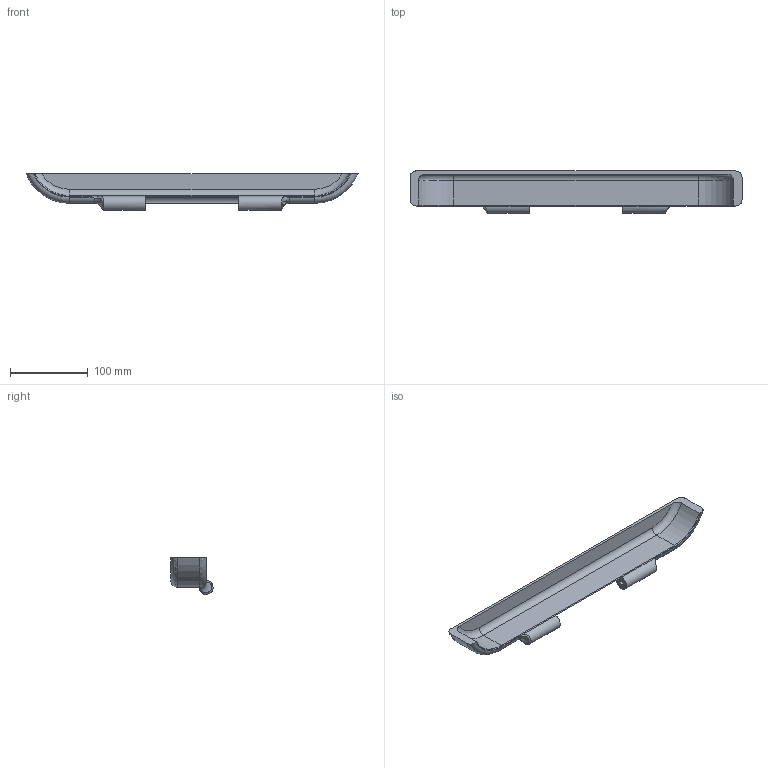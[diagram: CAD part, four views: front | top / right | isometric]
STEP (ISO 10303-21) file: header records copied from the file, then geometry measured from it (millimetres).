
FILE_DESCRIPTION (( 'STEP AP214' ), '1' );
FILE_NAME ('deliver_box_cover_back.STEP', '2019-03-06T08:02:19', ( '' ), ( '' ), 'SwSTEP 2.0', 'SolidWorks 2011', '' );
FILE_SCHEMA (( 'AUTOMOTIVE_DESIGN' ));
Length unit declared in the file: millimetre
Products named in the file (1): deliver_box_cover_back
Bounding box: 425.64 x 54 x 47 mm (x, y, z)
Volume: 248572.3 mm3; surface area: 71504.1 mm2
Topology: 1 solids, 1 shells, 45 faces, 109 edges, 67 vertices
Faces by surface type: cylinder 20, plane 12, torus 11, bspline 2
Entity records: 2033 total; most frequent: CARTESIAN_POINT 958, DIRECTION 221, ORIENTED_EDGE 218, EDGE_CURVE 109, AXIS2_PLACEMENT_3D 92, VERTEX_POINT 67, CIRCLE 48, EDGE_LOOP 48
